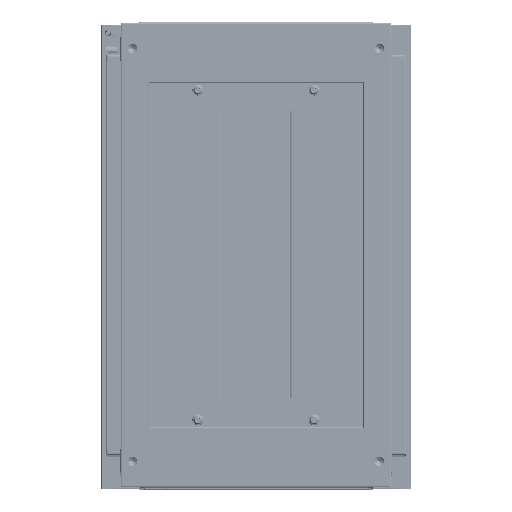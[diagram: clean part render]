
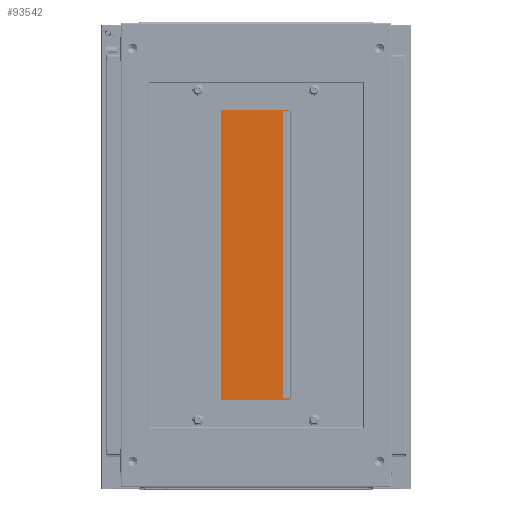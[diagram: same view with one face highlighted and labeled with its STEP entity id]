
A CAD part, top view. The second image highlights one B-rep face of the part: STEP entity #93542.
In plain terms, the highlighted face is planar.
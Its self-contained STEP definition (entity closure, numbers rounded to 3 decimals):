
#11092 = DIRECTION ( 'NONE',  ( 0., -1., 0. ) ) ;
#11098 = CARTESIAN_POINT ( 'NONE',  ( -185., -48., 1.5 ) ) ;
#11121 = DIRECTION ( 'NONE',  ( 1., 0., 0. ) ) ;
#11128 = CARTESIAN_POINT ( 'NONE',  ( -200., -49., 1.5 ) ) ;
#11150 = DIRECTION ( 'NONE',  ( 0., 1., 0. ) ) ;
#11214 = CARTESIAN_POINT ( 'NONE',  ( 200., 49., 1.5 ) ) ;
#11284 = DIRECTION ( 'NONE',  ( -1., 0., 0. ) ) ;
#11291 = CARTESIAN_POINT ( 'NONE',  ( 185., -47.99, 1.5 ) ) ;
#11314 = DIRECTION ( 'NONE',  ( 0., -1., 0. ) ) ;
#11326 = CARTESIAN_POINT ( 'NONE',  ( 185., -48., 1.5 ) ) ;
#11336 = DIRECTION ( 'NONE',  ( 1., 0., 0. ) ) ;
#11344 = CARTESIAN_POINT ( 'NONE',  ( -200., -49., 1.5 ) ) ;
#11364 = DIRECTION ( 'NONE',  ( 0., -1., 0. ) ) ;
#11377 = CARTESIAN_POINT ( 'NONE',  ( -200., 49., 1.5 ) ) ;
#11451 = DIRECTION ( 'NONE',  ( -1., 0., 0. ) ) ;
#11571 = CARTESIAN_POINT ( 'NONE',  ( -200., 49., 1.5 ) ) ;
#20029 = CARTESIAN_POINT ( 'NONE',  ( -185., -49., 1.5 ) ) ;
#20058 = CARTESIAN_POINT ( 'NONE',  ( -200., -49., 1.5 ) ) ;
#20070 = CARTESIAN_POINT ( 'NONE',  ( 200., -49., 1.5 ) ) ;
#20082 = CARTESIAN_POINT ( 'NONE',  ( -200., 49., 1.5 ) ) ;
#20090 = CARTESIAN_POINT ( 'NONE',  ( 200., 49., 1.5 ) ) ;
#20107 = CARTESIAN_POINT ( 'NONE',  ( 185., -47.99, 1.5 ) ) ;
#20111 = CARTESIAN_POINT ( 'NONE',  ( 185., -49., 1.5 ) ) ;
#20115 = CARTESIAN_POINT ( 'NONE',  ( -185., -47.99, 1.5 ) ) ;
#27876 = VERTEX_POINT ( 'NONE', #20107 ) ;
#27879 = VERTEX_POINT ( 'NONE', #20115 ) ;
#27882 = VERTEX_POINT ( 'NONE', #20111 ) ;
#27884 = VERTEX_POINT ( 'NONE', #20070 ) ;
#27885 = VERTEX_POINT ( 'NONE', #20090 ) ;
#27888 = VERTEX_POINT ( 'NONE', #20082 ) ;
#27896 = VERTEX_POINT ( 'NONE', #20058 ) ;
#27899 = VERTEX_POINT ( 'NONE', #20029 ) ;
#28422 = ORIENTED_EDGE ( 'NONE', *, *, #61321, .F. ) ;
#28425 = ORIENTED_EDGE ( 'NONE', *, *, #61320, .T. ) ;
#28429 = ORIENTED_EDGE ( 'NONE', *, *, #61315, .T. ) ;
#28432 = ORIENTED_EDGE ( 'NONE', *, *, #61313, .T. ) ;
#28435 = ORIENTED_EDGE ( 'NONE', *, *, #61319, .T. ) ;
#28439 = ORIENTED_EDGE ( 'NONE', *, *, #61316, .T. ) ;
#28442 = ORIENTED_EDGE ( 'NONE', *, *, #61317, .T. ) ;
#28446 = ORIENTED_EDGE ( 'NONE', *, *, #61318, .F. ) ;
#37033 = AXIS2_PLACEMENT_3D ( 'NONE', #99955, #99971, #99972 ) ;
#43561 = EDGE_LOOP ( 'NONE', ( #28446, #28442, #28439, #28435, #28432, #28429, #28425, #28422 ) ) ;
#56656 = FACE_OUTER_BOUND ( 'NONE', #43561, .T. ) ;
#61313 = EDGE_CURVE ( 'NONE', #27885, #27888, #118371, .T. ) ;
#61315 = EDGE_CURVE ( 'NONE', #27888, #27896, #118384, .T. ) ;
#61316 = EDGE_CURVE ( 'NONE', #27882, #27884, #118386, .T. ) ;
#61317 = EDGE_CURVE ( 'NONE', #27876, #27882, #118388, .T. ) ;
#61318 = EDGE_CURVE ( 'NONE', #27876, #27879, #118390, .T. ) ;
#61319 = EDGE_CURVE ( 'NONE', #27884, #27885, #118392, .T. ) ;
#61320 = EDGE_CURVE ( 'NONE', #27896, #27899, #118394, .T. ) ;
#61321 = EDGE_CURVE ( 'NONE', #27879, #27899, #118396, .T. ) ;
#93542 = ADVANCED_FACE ( 'NONE', ( #56656 ), #99963, .T. ) ;
#99955 = CARTESIAN_POINT ( 'NONE',  ( -200., -49., 1.5 ) ) ;
#99963 = PLANE ( 'NONE',  #37033 ) ;
#99971 = DIRECTION ( 'NONE',  ( 0., 0., 1. ) ) ;
#99972 = DIRECTION ( 'NONE',  ( 1., 0., 0. ) ) ;
#118371 = LINE ( 'NONE', #11571, #118380 ) ;
#118380 = VECTOR ( 'NONE', #11451, 1000. ) ;
#118384 = LINE ( 'NONE', #11377, #118385 ) ;
#118385 = VECTOR ( 'NONE', #11364, 1000. ) ;
#118386 = LINE ( 'NONE', #11344, #118387 ) ;
#118387 = VECTOR ( 'NONE', #11336, 1000. ) ;
#118388 = LINE ( 'NONE', #11326, #118389 ) ;
#118389 = VECTOR ( 'NONE', #11314, 1000. ) ;
#118390 = LINE ( 'NONE', #11291, #118391 ) ;
#118391 = VECTOR ( 'NONE', #11284, 1000. ) ;
#118392 = LINE ( 'NONE', #11214, #118393 ) ;
#118393 = VECTOR ( 'NONE', #11150, 1000. ) ;
#118394 = LINE ( 'NONE', #11128, #118395 ) ;
#118395 = VECTOR ( 'NONE', #11121, 1000. ) ;
#118396 = LINE ( 'NONE', #11098, #118397 ) ;
#118397 = VECTOR ( 'NONE', #11092, 1000. ) ;
